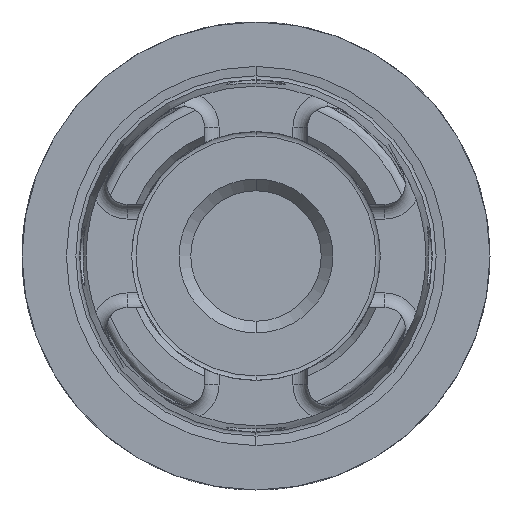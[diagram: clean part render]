
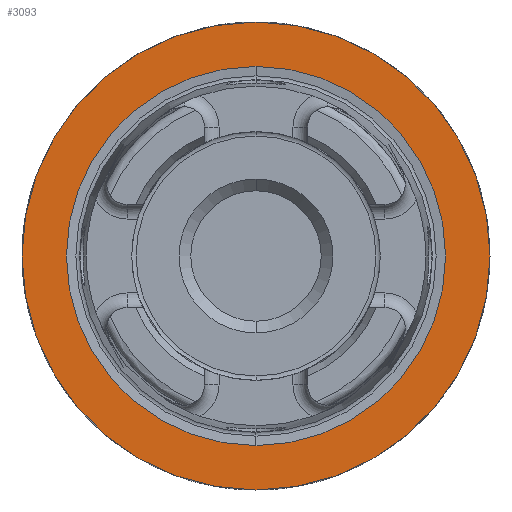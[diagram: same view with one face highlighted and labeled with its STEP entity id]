
A CAD part, left-side view. The second image highlights one B-rep face of the part: STEP entity #3093.
In plain terms, the highlighted planar face has unit normal (-1, 0, 0).
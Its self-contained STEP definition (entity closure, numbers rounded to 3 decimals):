
#58 = FACE_BOUND ( 'NONE', #6829, .T. ) ;
#224 = DIRECTION ( 'NONE',  ( 0., 0., 1. ) ) ;
#261 = ORIENTED_EDGE ( 'NONE', *, *, #311, .T. ) ;
#311 = EDGE_CURVE ( 'NONE', #6100, #5219, #554, .T. ) ;
#482 = DIRECTION ( 'NONE',  ( 0., 0., 1. ) ) ;
#554 = CIRCLE ( 'NONE', #895, 16. ) ;
#885 = CARTESIAN_POINT ( 'NONE',  ( 0., 0., 12.964 ) ) ;
#895 = AXIS2_PLACEMENT_3D ( 'NONE', #3126, #2431, #482 ) ;
#946 = VERTEX_POINT ( 'NONE', #885 ) ;
#1139 = CIRCLE ( 'NONE', #8039, 12.964 ) ;
#1274 = AXIS2_PLACEMENT_3D ( 'NONE', #8041, #3963, #8723 ) ;
#1593 = DIRECTION ( 'NONE',  ( -1., 0., 0. ) ) ;
#2431 = DIRECTION ( 'NONE',  ( -1., 0., 0. ) ) ;
#2548 = ORIENTED_EDGE ( 'NONE', *, *, #6281, .T. ) ;
#2875 = EDGE_CURVE ( 'NONE', #946, #4524, #1139, .T. ) ;
#2887 = EDGE_CURVE ( 'NONE', #4524, #946, #2961, .T. ) ;
#2942 = EDGE_LOOP ( 'NONE', ( #2548, #261 ) ) ;
#2961 = CIRCLE ( 'NONE', #8495, 12.964 ) ;
#3093 = ADVANCED_FACE ( 'NONE', ( #7324, #58 ), #5316, .F. ) ;
#3126 = CARTESIAN_POINT ( 'NONE',  ( 0., 0., 0. ) ) ;
#3345 = CARTESIAN_POINT ( 'NONE',  ( 0., 0., 0. ) ) ;
#3623 = CIRCLE ( 'NONE', #8433, 16. ) ;
#3963 = DIRECTION ( 'NONE',  ( 1., 0., 0. ) ) ;
#4040 = DIRECTION ( 'NONE',  ( 0., 0., 1. ) ) ;
#4321 = DIRECTION ( 'NONE',  ( -1., 0., 0. ) ) ;
#4524 = VERTEX_POINT ( 'NONE', #5253 ) ;
#5219 = VERTEX_POINT ( 'NONE', #8086 ) ;
#5253 = CARTESIAN_POINT ( 'NONE',  ( 0., 0., -12.964 ) ) ;
#5316 = PLANE ( 'NONE',  #1274 ) ;
#5714 = CARTESIAN_POINT ( 'NONE',  ( 0., 0., 0. ) ) ;
#6100 = VERTEX_POINT ( 'NONE', #6417 ) ;
#6281 = EDGE_CURVE ( 'NONE', #5219, #6100, #3623, .T. ) ;
#6395 = DIRECTION ( 'NONE',  ( 0., 0., 1. ) ) ;
#6417 = CARTESIAN_POINT ( 'NONE',  ( 0., 0., -16. ) ) ;
#6829 = EDGE_LOOP ( 'NONE', ( #8323, #8310 ) ) ;
#7324 = FACE_OUTER_BOUND ( 'NONE', #2942, .T. ) ;
#8039 = AXIS2_PLACEMENT_3D ( 'NONE', #8401, #4321, #224 ) ;
#8041 = CARTESIAN_POINT ( 'NONE',  ( 0., 0., 0. ) ) ;
#8086 = CARTESIAN_POINT ( 'NONE',  ( 0., 0., 16. ) ) ;
#8121 = DIRECTION ( 'NONE',  ( -1., 0., 0. ) ) ;
#8310 = ORIENTED_EDGE ( 'NONE', *, *, #2887, .F. ) ;
#8323 = ORIENTED_EDGE ( 'NONE', *, *, #2875, .F. ) ;
#8401 = CARTESIAN_POINT ( 'NONE',  ( 0., 0., 0. ) ) ;
#8433 = AXIS2_PLACEMENT_3D ( 'NONE', #3345, #8121, #4040 ) ;
#8495 = AXIS2_PLACEMENT_3D ( 'NONE', #5714, #1593, #6395 ) ;
#8723 = DIRECTION ( 'NONE',  ( 0., 0., -1. ) ) ;
